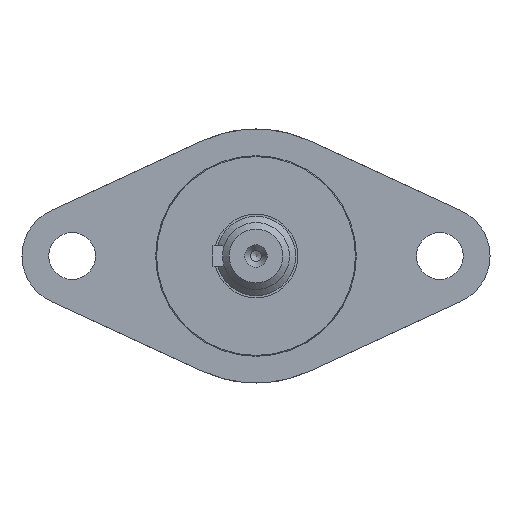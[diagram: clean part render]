
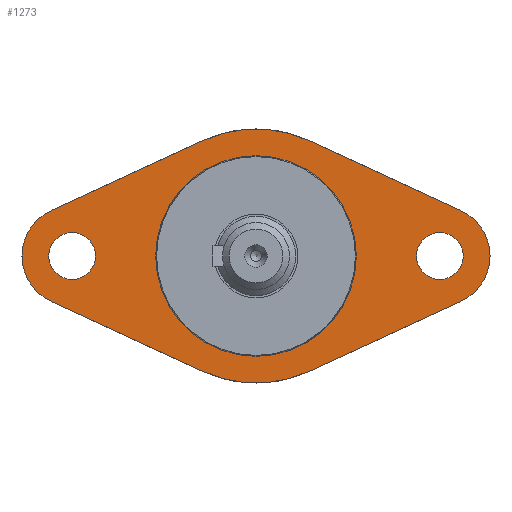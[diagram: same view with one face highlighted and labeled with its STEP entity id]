
A CAD part, left-side view. The second image highlights one B-rep face of the part: STEP entity #1273.
In plain terms, the highlighted planar face has unit normal (-1, 0, 0).
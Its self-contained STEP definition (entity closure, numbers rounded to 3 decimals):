
#701=CARTESIAN_POINT('',(-102.7,27.5,-3.5));
#702=VERTEX_POINT('',#701);
#703=CARTESIAN_POINT('',(-102.7,27.5,0.));
#704=DIRECTION('',(1.0,0.0,0.0));
#705=DIRECTION('',(0.0,0.0,1.0));
#706=AXIS2_PLACEMENT_3D('',#703,#704,#705);
#707=CIRCLE('',#706,3.5);
#708=EDGE_CURVE('',#702,#702,#707,.T.);
#743=CARTESIAN_POINT('',(-102.7,7.945,-17.259));
#744=VERTEX_POINT('',#743);
#751=CARTESIAN_POINT('',(-102.7,30.636,-6.813));
#752=VERTEX_POINT('',#751);
#753=CARTESIAN_POINT('',(-102.7,30.636,-6.813));
#754=DIRECTION('',(0.,-0.908,-0.418));
#755=VECTOR('',#754,24.98);
#756=LINE('',#753,#755);
#757=EDGE_CURVE('',#752,#744,#756,.T.);
#791=CARTESIAN_POINT('',(-102.7,30.636,6.813));
#792=VERTEX_POINT('',#791);
#793=CARTESIAN_POINT('',(-102.7,27.5,0.));
#794=DIRECTION('',(-1.0,0.,0.));
#795=DIRECTION('',(0.,0.418,-0.908));
#796=AXIS2_PLACEMENT_3D('',#793,#794,#795);
#797=CIRCLE('',#796,7.5);
#798=EDGE_CURVE('',#792,#752,#797,.T.);
#828=CARTESIAN_POINT('',(-102.7,-7.945,17.259));
#829=VERTEX_POINT('',#828);
#836=CARTESIAN_POINT('',(-102.7,-30.636,6.813));
#837=VERTEX_POINT('',#836);
#838=CARTESIAN_POINT('',(-102.7,-30.636,6.813));
#839=DIRECTION('',(0.,0.908,0.418));
#840=VECTOR('',#839,24.98);
#841=LINE('',#838,#840);
#842=EDGE_CURVE('',#837,#829,#841,.T.);
#876=CARTESIAN_POINT('',(-102.7,-30.636,-6.813));
#877=VERTEX_POINT('',#876);
#878=CARTESIAN_POINT('',(-102.7,-27.5,0.));
#879=DIRECTION('',(-1.0,0.,0.));
#880=DIRECTION('',(0.,-0.418,0.908));
#881=AXIS2_PLACEMENT_3D('',#878,#879,#880);
#882=CIRCLE('',#881,7.5);
#883=EDGE_CURVE('',#877,#837,#882,.T.);
#920=CARTESIAN_POINT('',(-102.7,-7.945,-17.259));
#921=VERTEX_POINT('',#920);
#922=CARTESIAN_POINT('',(-102.7,-7.945,-17.259));
#923=DIRECTION('',(0.,-0.908,0.418));
#924=VECTOR('',#923,24.98);
#925=LINE('',#922,#924);
#926=EDGE_CURVE('',#921,#877,#925,.T.);
#963=CARTESIAN_POINT('',(-102.7,7.945,17.259));
#964=VERTEX_POINT('',#963);
#965=CARTESIAN_POINT('',(-102.7,7.945,17.259));
#966=DIRECTION('',(0.,0.908,-0.418));
#967=VECTOR('',#966,24.98);
#968=LINE('',#965,#967);
#969=EDGE_CURVE('',#964,#792,#968,.T.);
#985=CARTESIAN_POINT('',(-102.7,-27.5,-3.5));
#986=VERTEX_POINT('',#985);
#987=CARTESIAN_POINT('',(-102.7,-27.5,0.));
#988=DIRECTION('',(1.0,0.0,0.0));
#989=DIRECTION('',(0.0,0.0,1.0));
#990=AXIS2_PLACEMENT_3D('',#987,#988,#989);
#991=CIRCLE('',#990,3.5);
#992=EDGE_CURVE('',#986,#986,#991,.T.);
#1032=CARTESIAN_POINT('',(-102.7,0.,0.));
#1033=DIRECTION('',(-1.0,0.0,0.0));
#1034=DIRECTION('',(0.0,0.0,1.0));
#1035=AXIS2_PLACEMENT_3D('',#1032,#1033,#1034);
#1036=CIRCLE('',#1035,19.);
#1037=EDGE_CURVE('',#829,#964,#1036,.T.);
#1048=CARTESIAN_POINT('',(-102.7,0.,0.));
#1049=DIRECTION('',(-1.0,0.0,0.0));
#1050=DIRECTION('',(0.0,0.0,1.0));
#1051=AXIS2_PLACEMENT_3D('',#1048,#1049,#1050);
#1052=CIRCLE('',#1051,19.);
#1053=EDGE_CURVE('',#744,#921,#1052,.T.);
#1234=CARTESIAN_POINT('',(-102.7,15.,0.));
#1235=VERTEX_POINT('',#1234);
#1236=CARTESIAN_POINT('',(-102.7,0.,0.));
#1237=DIRECTION('',(1.0,0.0,0.0));
#1238=DIRECTION('',(0.0,1.0,0.0));
#1239=AXIS2_PLACEMENT_3D('',#1236,#1237,#1238);
#1240=CIRCLE('',#1239,15.);
#1241=EDGE_CURVE('',#1235,#1235,#1240,.T.);
#1249=CARTESIAN_POINT('',(-102.7,25.,0.));
#1250=DIRECTION('',(-1.0,0.0,0.0));
#1251=DIRECTION('',(0.0,0.0,1.0));
#1252=AXIS2_PLACEMENT_3D('',#1249,#1250,#1251);
#1253=PLANE('',#1252);
#1254=ORIENTED_EDGE('',*,*,#883,.T.);
#1255=ORIENTED_EDGE('',*,*,#842,.T.);
#1256=ORIENTED_EDGE('',*,*,#1037,.T.);
#1257=ORIENTED_EDGE('',*,*,#969,.T.);
#1258=ORIENTED_EDGE('',*,*,#798,.T.);
#1259=ORIENTED_EDGE('',*,*,#757,.T.);
#1260=ORIENTED_EDGE('',*,*,#1053,.T.);
#1261=ORIENTED_EDGE('',*,*,#926,.T.);
#1262=EDGE_LOOP('',(#1254,#1255,#1256,#1257,#1258,#1259,#1260,#1261));
#1263=FACE_OUTER_BOUND('',#1262,.T.);
#1264=ORIENTED_EDGE('',*,*,#708,.T.);
#1265=EDGE_LOOP('',(#1264));
#1266=FACE_BOUND('',#1265,.T.);
#1267=ORIENTED_EDGE('',*,*,#992,.T.);
#1268=EDGE_LOOP('',(#1267));
#1269=FACE_BOUND('',#1268,.T.);
#1270=ORIENTED_EDGE('',*,*,#1241,.T.);
#1271=EDGE_LOOP('',(#1270));
#1272=FACE_BOUND('',#1271,.T.);
#1273=ADVANCED_FACE('',(#1263,#1266,#1269,#1272),#1253,.T.);
